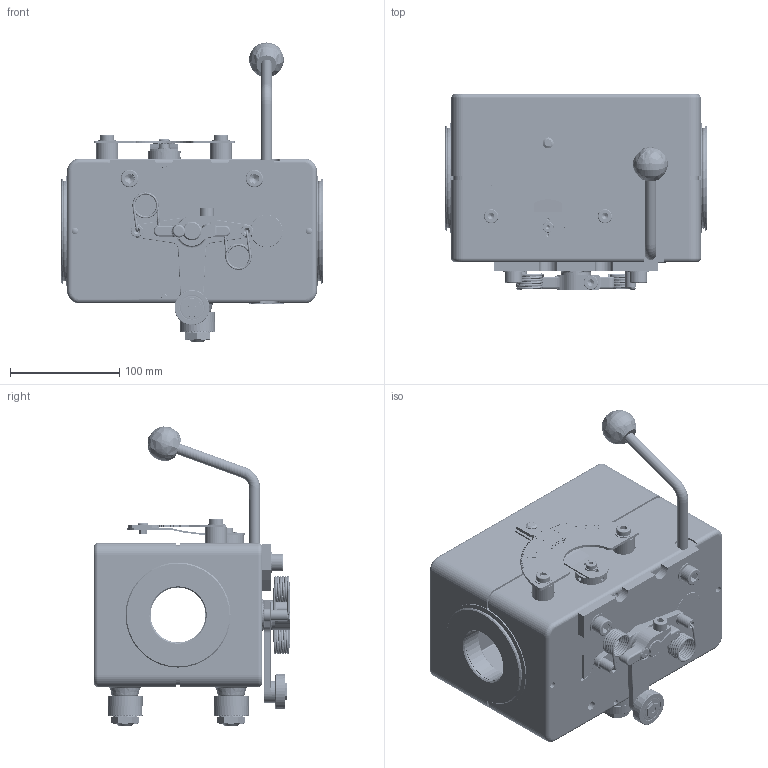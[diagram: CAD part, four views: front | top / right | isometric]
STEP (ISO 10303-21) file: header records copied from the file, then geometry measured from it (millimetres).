
FILE_DESCRIPTION (( 'STEP AP214' ), '1' );
FILE_NAME ('RG3-50-0MCRF Drehrichtung links.STEP', '2019-10-18T06:43:02', ( '' ), ( '' ), 'SwSTEP 2.0', 'SolidWorks 2019', '' );
FILE_SCHEMA (( 'AUTOMOTIVE_DESIGN' ));
Length unit declared in the file: millimetre
Products named in the file (1): RG3-50-0MCRF Drehrichtung links
Bounding box: 240 x 179.5 x 273.35 mm (x, y, z)
Volume: 1888429.1 mm3; surface area: 567606.4 mm2
Topology: 144 solids, 144 shells, 4081 faces, 10177 edges, 6249 vertices
Faces by surface type: plane 1658, cylinder 1172, cone 553, bspline 498, torus 141, sphere 59
Entity records: 148141 total; most frequent: CARTESIAN_POINT 51616, ORIENTED_EDGE 19768, DIRECTION 19419, EDGE_CURVE 9884, AXIS2_PLACEMENT_3D 7284, VERTEX_POINT 6241, LINE 4851, VECTOR 4851
